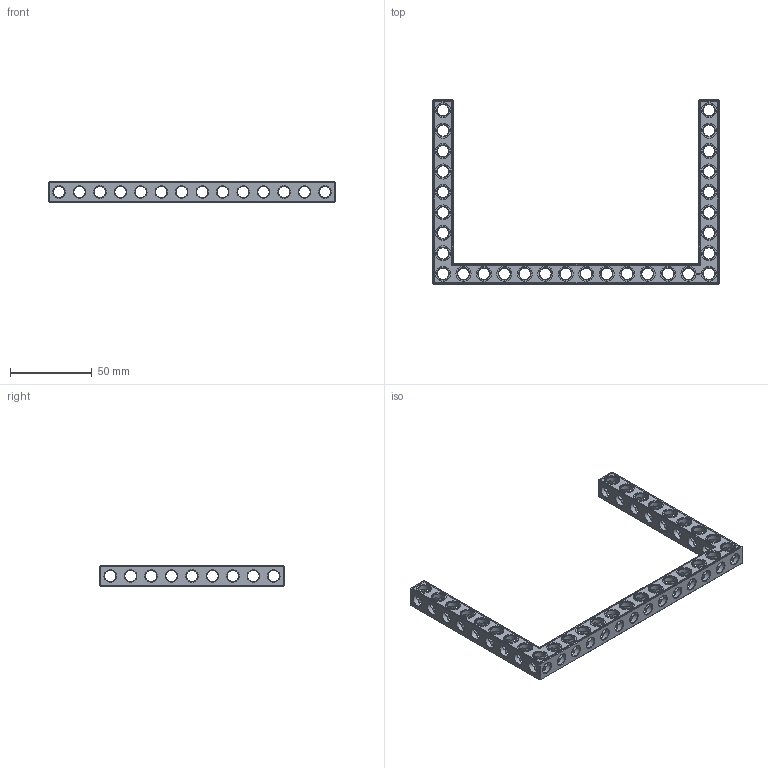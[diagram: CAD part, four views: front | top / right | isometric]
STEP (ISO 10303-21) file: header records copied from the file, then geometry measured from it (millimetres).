
FILE_DESCRIPTION(('FreeCAD Model'),'2;1');
FILE_NAME('Open CASCADE Shape Model','2022-02-26T23:06:53',('Author'),( ''),'Open CASCADE STEP processor 7.5','FreeCAD','Unknown');
FILE_SCHEMA(('AUTOMOTIVE_DESIGN { 1 0 10303 214 1 1 1 1 }'));
Products named in the file (1): Beam AGD ESS USH SYM BU14x09x01 - SPN-BEM-0525 (stemfie.org)
Bounding box: 175 x 112.5 x 12.5 mm (x, y, z)
Volume: 29309 mm3; surface area: 26219.7 mm2
Topology: 1 solids, 1 shells, 872 faces, 2637 edges, 1709 vertices
Faces by surface type: plane 405, cylinder 181, extrusion 164, cone 122
Full cylindrical faces by diameter (mm): 6.98 x20, 7 x131, 9.2 x30
Entity records: 150966 total; most frequent: CARTESIAN_POINT 101618, DIRECTION 8017, ORIENTED_EDGE 5274, PCURVE 5274, DEFINITIONAL_REPRESENTATION 5274, VECTOR 5125, LINE 4961, EDGE_CURVE 2637
